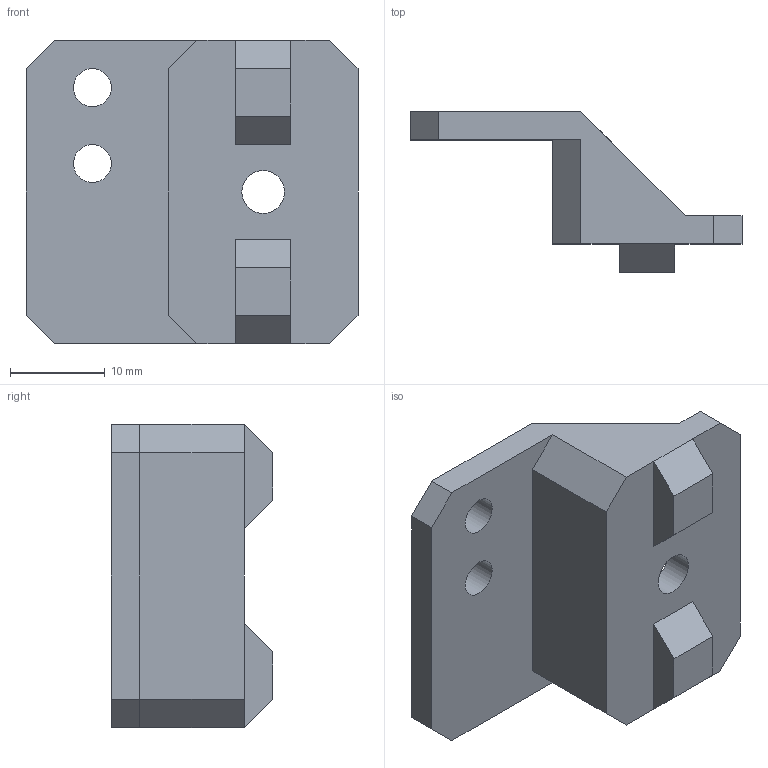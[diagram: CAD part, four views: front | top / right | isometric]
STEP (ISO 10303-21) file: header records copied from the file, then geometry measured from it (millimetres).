
FILE_DESCRIPTION(/* description */ ('STEP AP242','CAx-IF Rec.Pracs.---Representation and Presentation of Product Manufacturing Information (PMI)---4.0---2014-10-13','CAx-IF Rec.Pracs.---3D Tessellated Geometry---0.4---2014-09-14','2;1'),/* implementation_level */ '2;1');
FILE_NAME(/* name */ '6895d86e210217407d82631d',/* time_stamp */ '2025-08-08T10:58:55Z',/* author */ (''),/* organization */ (''),/* preprocessor_version */ 'ST-DEVELOPER v20',/* originating_system */ 'ONSHAPE BY PTC INC, 1.202',/* authorisation */ ' ');
FILE_SCHEMA (('AP242_MANAGED_MODEL_BASED_3D_ENGINEERING_MIM_LF { 1 0 10303 442 1 1 4 }'));
Length unit declared in the file: metre
Products named in the file (1): X Drag Chain Fixed
Bounding box: 35 x 17 x 32 mm (x, y, z)
Volume: 5952.9 mm3; surface area: 3490.1 mm2
Topology: 1 solids, 1 shells, 32 faces, 89 edges, 59 vertices
Faces by surface type: plane 28, cylinder 4
Full cylindrical faces by diameter (mm): 4 x2, 4.5 x1
Entity records: 1005 total; most frequent: CARTESIAN_POINT 172, ORIENTED_EDGE 166, DIRECTION 157, EDGE_CURVE 83, LINE 75, VECTOR 75, VERTEX_POINT 56, EDGE_LOOP 41
